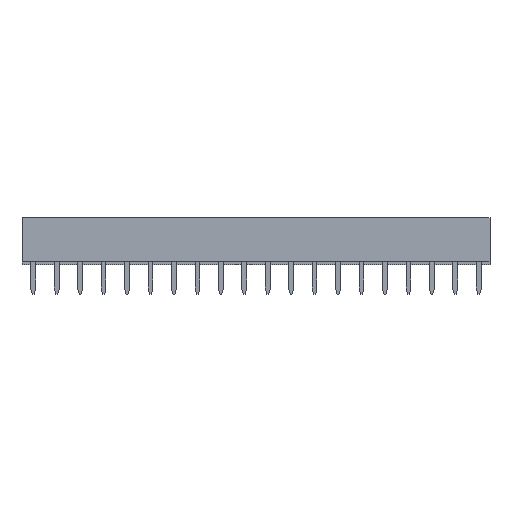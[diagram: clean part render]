
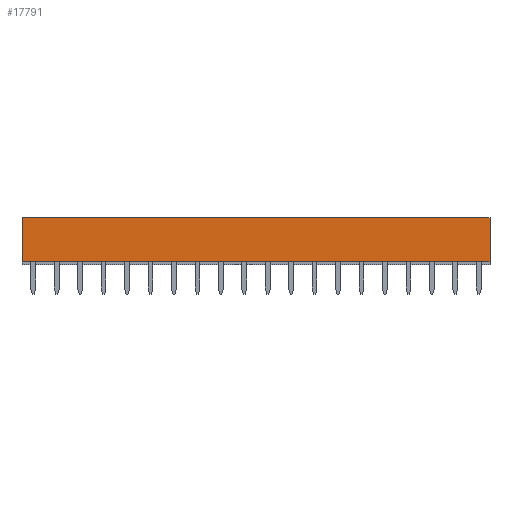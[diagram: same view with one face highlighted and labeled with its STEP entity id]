
A CAD part, top view. The second image highlights one B-rep face of the part: STEP entity #17791.
In plain terms, the highlighted planar face has unit normal (0, 0, 1).
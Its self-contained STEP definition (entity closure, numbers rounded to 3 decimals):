
#2070 = ORIENTED_EDGE ( 'NONE', *, *, #16891, .T. ) ;
#2675 = VECTOR ( 'NONE', #3949, 1000. ) ;
#2765 = ORIENTED_EDGE ( 'NONE', *, *, #28804, .F. ) ;
#3359 = CARTESIAN_POINT ( 'NONE',  ( 25.35, 0., 8.8 ) ) ;
#3551 = LINE ( 'NONE', #6804, #2675 ) ;
#3949 = DIRECTION ( 'NONE',  ( 0., -1., 0. ) ) ;
#5060 = VECTOR ( 'NONE', #23256, 1000. ) ;
#5866 = VECTOR ( 'NONE', #27288, 1000. ) ;
#6804 = CARTESIAN_POINT ( 'NONE',  ( -25.35, 4.8, 8.8 ) ) ;
#7779 = CARTESIAN_POINT ( 'NONE',  ( -25.35, 4.8, 8.8 ) ) ;
#9186 = ORIENTED_EDGE ( 'NONE', *, *, #21380, .T. ) ;
#9613 = VERTEX_POINT ( 'NONE', #22148 ) ;
#10063 = CARTESIAN_POINT ( 'NONE',  ( -25.35, 4.8, 8.8 ) ) ;
#10323 = VERTEX_POINT ( 'NONE', #29206 ) ;
#12737 = LINE ( 'NONE', #27032, #5866 ) ;
#12879 = LINE ( 'NONE', #14270, #5060 ) ;
#12999 = DIRECTION ( 'NONE',  ( -1., 0., 0. ) ) ;
#14270 = CARTESIAN_POINT ( 'NONE',  ( -25.35, 0., 8.8 ) ) ;
#14648 = FACE_OUTER_BOUND ( 'NONE', #18647, .T. ) ;
#16334 = VECTOR ( 'NONE', #27451, 1000. ) ;
#16891 = EDGE_CURVE ( 'NONE', #10323, #27610, #12879, .T. ) ;
#17791 = ADVANCED_FACE ( 'NONE', ( #14648 ), #33474, .F. ) ;
#18442 = VERTEX_POINT ( 'NONE', #7779 ) ;
#18647 = EDGE_LOOP ( 'NONE', ( #2070, #2765, #32877, #9186 ) ) ;
#21380 = EDGE_CURVE ( 'NONE', #18442, #10323, #3551, .T. ) ;
#22148 = CARTESIAN_POINT ( 'NONE',  ( 25.35, 4.8, 8.8 ) ) ;
#23256 = DIRECTION ( 'NONE',  ( 1., 0., 0. ) ) ;
#24169 = LINE ( 'NONE', #33255, #16334 ) ;
#27032 = CARTESIAN_POINT ( 'NONE',  ( -25.35, 4.8, 8.8 ) ) ;
#27288 = DIRECTION ( 'NONE',  ( 1., 0., 0. ) ) ;
#27451 = DIRECTION ( 'NONE',  ( 0., -1., 0. ) ) ;
#27610 = VERTEX_POINT ( 'NONE', #3359 ) ;
#28804 = EDGE_CURVE ( 'NONE', #9613, #27610, #24169, .T. ) ;
#29206 = CARTESIAN_POINT ( 'NONE',  ( -25.35, 0., 8.8 ) ) ;
#30642 = DIRECTION ( 'NONE',  ( 0., 0., -1. ) ) ;
#30962 = EDGE_CURVE ( 'NONE', #18442, #9613, #12737, .T. ) ;
#32877 = ORIENTED_EDGE ( 'NONE', *, *, #30962, .F. ) ;
#33255 = CARTESIAN_POINT ( 'NONE',  ( 25.35, 4.8, 8.8 ) ) ;
#33474 = PLANE ( 'NONE',  #33807 ) ;
#33807 = AXIS2_PLACEMENT_3D ( 'NONE', #10063, #30642, #12999 ) ;
